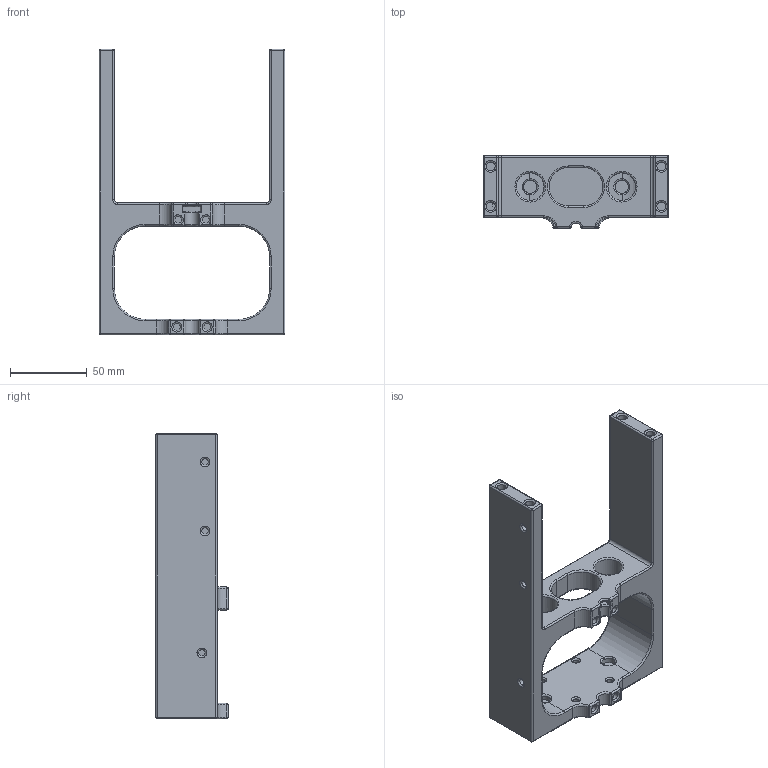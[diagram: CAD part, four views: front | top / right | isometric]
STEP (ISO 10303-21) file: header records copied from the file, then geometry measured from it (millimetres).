
FILE_DESCRIPTION(/* description */ (''),/* implementation_level */ '2;1');
FILE_NAME(/* name */ '04_SP_Top.stp',/* time_stamp */ '2024-06-04T15:58:37+02:00',/* author */ ('JN'),/* organization */ (''),/* preprocessor_version */ 'ST-DEVELOPER v18.1',/* originating_system */ 'Autodesk Inventor 2022',/* authorisation */ '');
FILE_SCHEMA (('AUTOMOTIVE_DESIGN { 1 0 10303 214 3 1 1 }'));
Length unit declared in the file: millimetre
Products named in the file (1): top_part
Bounding box: 121 x 47 x 185.7 mm (x, y, z)
Volume: 244006 mm3; surface area: 60377.8 mm2
Topology: 1 solids, 1 shells, 249 faces, 553 edges, 314 vertices
Faces by surface type: cylinder 103, torus 65, plane 45, sphere 32, bspline 4
Full cylindrical faces by diameter (mm): 3.8 x4, 4.3 x3, 4.6 x4, 5.7 x4, 6 x4, 8.6 x2, 10 x3, 18 x2
Entity records: 7223 total; most frequent: CARTESIAN_POINT 1441, DIRECTION 1374, ORIENTED_EDGE 1106, AXIS2_PLACEMENT_3D 593, EDGE_CURVE 553, CIRCLE 343, VERTEX_POINT 314, EDGE_LOOP 279
